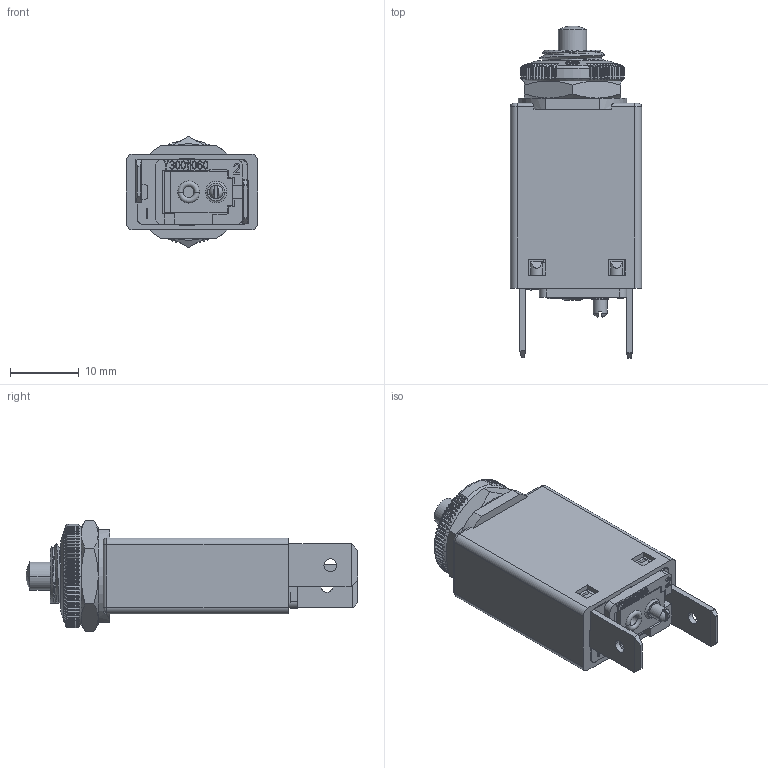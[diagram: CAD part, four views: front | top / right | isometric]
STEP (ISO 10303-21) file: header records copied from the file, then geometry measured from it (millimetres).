
FILE_DESCRIPTION((''),'2;1');
FILE_NAME('DUMMY-106-M2-P10-BIS6A','2024-03-06T09:28:19',('wschmidt'),(''),'CREO PARAMETRIC BY PTC INC, 2022484','CREO PARAMETRIC BY PTC INC, 2022484','');
FILE_SCHEMA(('AUTOMOTIVE_DESIGN { 1 0 10303 214 1 1 1 1 }'));
Products named in the file (1): DUMMY-106-M2-P10-BIS6A
Bounding box: 19 x 48.11 x 16.17 mm (x, y, z)
Volume: 6739.5 mm3; surface area: 4495.2 mm2
Topology: 1 solids, 4 shells, 1693 faces, 4487 edges, 2817 vertices
Faces by surface type: plane 837, cone 316, cylinder 247, torus 157, bspline 122, sphere 14
Entity records: 67460 total; most frequent: CARTESIAN_POINT 26010, ORIENTED_EDGE 8970, DIRECTION 7924, EDGE_CURVE 4485, VERTEX_POINT 2817, AXIS2_PLACEMENT_3D 2784, VECTOR 2356, LINE 2356
